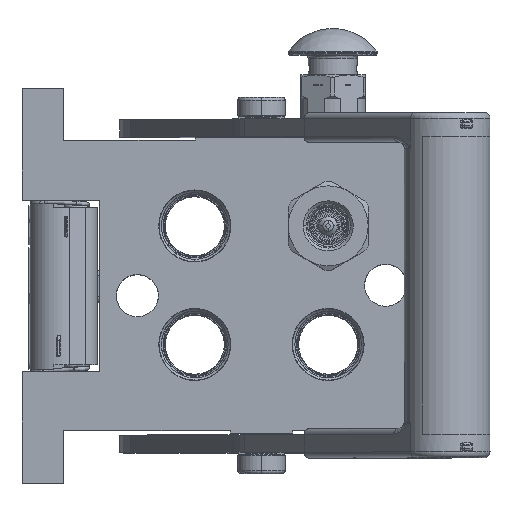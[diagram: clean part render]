
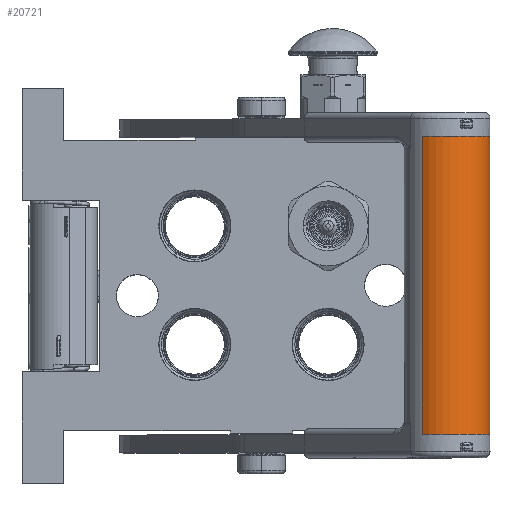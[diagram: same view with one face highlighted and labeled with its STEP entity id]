
A CAD part, top view. The second image highlights one B-rep face of the part: STEP entity #20721.
In plain terms, the highlighted cylindrical face has radius 14.5 mm (diameter 29 mm), a partial arc.
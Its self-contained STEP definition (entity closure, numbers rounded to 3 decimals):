
#2436 = ORIENTED_EDGE ( 'NONE', *, *, #47334, .T. ) ;
#2730 = VERTEX_POINT ( 'NONE', #83788 ) ;
#5207 = CIRCLE ( 'NONE', #23418, 14.5 ) ;
#5217 = DIRECTION ( 'NONE',  ( 1., 0., 0. ) ) ;
#5733 = CARTESIAN_POINT ( 'NONE',  ( -50., -7.576, -12.363 ) ) ;
#7013 = ORIENTED_EDGE ( 'NONE', *, *, #31643, .T. ) ;
#10463 = LINE ( 'NONE', #91487, #75811 ) ;
#13557 = DIRECTION ( 'NONE',  ( 0., 0., 1. ) ) ;
#14900 = DIRECTION ( 'NONE',  ( 1., 0., 0. ) ) ;
#15183 = ORIENTED_EDGE ( 'NONE', *, *, #61017, .T. ) ;
#16005 = ORIENTED_EDGE ( 'NONE', *, *, #97600, .T. ) ;
#16228 = DIRECTION ( 'NONE',  ( 0., 0., -1. ) ) ;
#17918 = EDGE_CURVE ( 'NONE', #118482, #93448, #91810, .T. ) ;
#19545 = DIRECTION ( 'NONE',  ( -1., 0., 0. ) ) ;
#20198 = EDGE_CURVE ( 'NONE', #35688, #21465, #10463, .T. ) ;
#20721 = ADVANCED_FACE ( 'NONE', ( #63219 ), #36796, .T. ) ;
#21465 = VERTEX_POINT ( 'NONE', #39449 ) ;
#23418 = AXIS2_PLACEMENT_3D ( 'NONE', #36252, #77533, #16228 ) ;
#24368 = CIRCLE ( 'NONE', #28032, 14.5 ) ;
#26550 = DIRECTION ( 'NONE',  ( -1., 0., 0. ) ) ;
#28032 = AXIS2_PLACEMENT_3D ( 'NONE', #128709, #19545, #39558 ) ;
#28605 = EDGE_CURVE ( 'NONE', #21465, #109194, #102673, .T. ) ;
#29547 = AXIS2_PLACEMENT_3D ( 'NONE', #54572, #67169, #64116 ) ;
#30063 = CARTESIAN_POINT ( 'NONE',  ( -46., 0., -14.5 ) ) ;
#31643 = EDGE_CURVE ( 'NONE', #75192, #35688, #77229, .T. ) ;
#31822 = EDGE_CURVE ( 'NONE', #2730, #93448, #24368, .T. ) ;
#33009 = ORIENTED_EDGE ( 'NONE', *, *, #31822, .T. ) ;
#33930 = VERTEX_POINT ( 'NONE', #5733 ) ;
#35688 = VERTEX_POINT ( 'NONE', #30063 ) ;
#35898 = ORIENTED_EDGE ( 'NONE', *, *, #17918, .F. ) ;
#36204 = VECTOR ( 'NONE', #79709, 1000. ) ;
#36252 = CARTESIAN_POINT ( 'NONE',  ( 46.5, 0., 0. ) ) ;
#36796 = CYLINDRICAL_SURFACE ( 'NONE', #105509, 14.5 ) ;
#39449 = CARTESIAN_POINT ( 'NONE',  ( 46.5, 0., -14.5 ) ) ;
#39558 = DIRECTION ( 'NONE',  ( 0., -0.522, -0.853 ) ) ;
#40167 = CIRCLE ( 'NONE', #69271, 14.5 ) ;
#47334 = EDGE_CURVE ( 'NONE', #113088, #2730, #75105, .T. ) ;
#49339 = CARTESIAN_POINT ( 'NONE',  ( 46.5, -7.576, -12.363 ) ) ;
#49909 = CARTESIAN_POINT ( 'NONE',  ( -50., 0., 14.5 ) ) ;
#54572 = CARTESIAN_POINT ( 'NONE',  ( 46.5, 0., 0. ) ) ;
#55787 = LINE ( 'NONE', #74038, #88532 ) ;
#61017 = EDGE_CURVE ( 'NONE', #118482, #33930, #40167, .T. ) ;
#63219 = FACE_OUTER_BOUND ( 'NONE', #120978, .T. ) ;
#63774 = AXIS2_PLACEMENT_3D ( 'NONE', #114795, #5217, #94809 ) ;
#64116 = DIRECTION ( 'NONE',  ( 0., 0., -1. ) ) ;
#65178 = DIRECTION ( 'NONE',  ( 0., 0., -1. ) ) ;
#67169 = DIRECTION ( 'NONE',  ( -1., 0., 0. ) ) ;
#69271 = AXIS2_PLACEMENT_3D ( 'NONE', #112259, #123119, #13557 ) ;
#69415 = CARTESIAN_POINT ( 'NONE',  ( 46.5, -7.111, -12.636 ) ) ;
#74038 = CARTESIAN_POINT ( 'NONE',  ( -50., -7.576, -12.363 ) ) ;
#75105 = LINE ( 'NONE', #98900, #36204 ) ;
#75192 = VERTEX_POINT ( 'NONE', #84559 ) ;
#75811 = VECTOR ( 'NONE', #94478, 1000. ) ;
#77229 = CIRCLE ( 'NONE', #63774, 14.5 ) ;
#77533 = DIRECTION ( 'NONE',  ( -1., 0., 0. ) ) ;
#79709 = DIRECTION ( 'NONE',  ( 1., 0., 0. ) ) ;
#82194 = EDGE_CURVE ( 'NONE', #109194, #113088, #5207, .T. ) ;
#83788 = CARTESIAN_POINT ( 'NONE',  ( 50.5, -7.576, -12.363 ) ) ;
#84559 = CARTESIAN_POINT ( 'NONE',  ( -46., -7.576, -12.363 ) ) ;
#88532 = VECTOR ( 'NONE', #14900, 1000. ) ;
#91487 = CARTESIAN_POINT ( 'NONE',  ( -46., 0., -14.5 ) ) ;
#91810 = LINE ( 'NONE', #103135, #104293 ) ;
#93137 = DIRECTION ( 'NONE',  ( 1., 0., 0. ) ) ;
#93448 = VERTEX_POINT ( 'NONE', #96841 ) ;
#94478 = DIRECTION ( 'NONE',  ( 1., 0., 0. ) ) ;
#94809 = DIRECTION ( 'NONE',  ( 0., -0.522, -0.853 ) ) ;
#96841 = CARTESIAN_POINT ( 'NONE',  ( 50.5, 0., 14.5 ) ) ;
#97600 = EDGE_CURVE ( 'NONE', #33930, #75192, #55787, .T. ) ;
#98534 = ORIENTED_EDGE ( 'NONE', *, *, #20198, .T. ) ;
#98900 = CARTESIAN_POINT ( 'NONE',  ( 46.5, -7.576, -12.363 ) ) ;
#102673 = CIRCLE ( 'NONE', #29547, 14.5 ) ;
#103135 = CARTESIAN_POINT ( 'NONE',  ( -50., 0., 14.5 ) ) ;
#104293 = VECTOR ( 'NONE', #93137, 1000. ) ;
#105509 = AXIS2_PLACEMENT_3D ( 'NONE', #125212, #26550, #65178 ) ;
#109194 = VERTEX_POINT ( 'NONE', #69415 ) ;
#112259 = CARTESIAN_POINT ( 'NONE',  ( -50., 0., 0. ) ) ;
#113088 = VERTEX_POINT ( 'NONE', #49339 ) ;
#114795 = CARTESIAN_POINT ( 'NONE',  ( -46., 0., 0. ) ) ;
#118482 = VERTEX_POINT ( 'NONE', #49909 ) ;
#120978 = EDGE_LOOP ( 'NONE', ( #98534, #126696, #126070, #2436, #33009, #35898, #15183, #16005, #7013 ) ) ;
#123119 = DIRECTION ( 'NONE',  ( 1., 0., 0. ) ) ;
#125212 = CARTESIAN_POINT ( 'NONE',  ( -50., 0., 0. ) ) ;
#126070 = ORIENTED_EDGE ( 'NONE', *, *, #82194, .T. ) ;
#126696 = ORIENTED_EDGE ( 'NONE', *, *, #28605, .T. ) ;
#128709 = CARTESIAN_POINT ( 'NONE',  ( 50.5, 0., 0. ) ) ;
